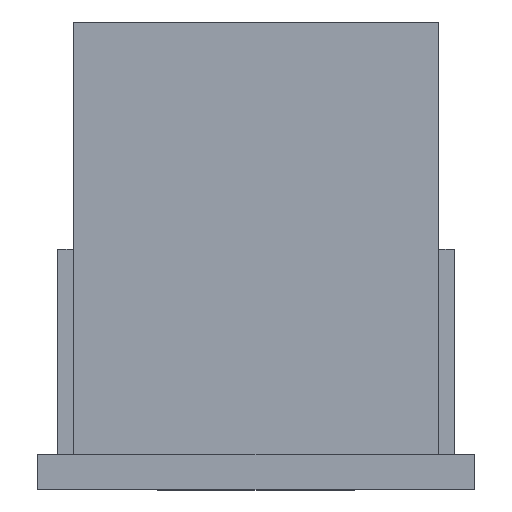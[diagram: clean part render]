
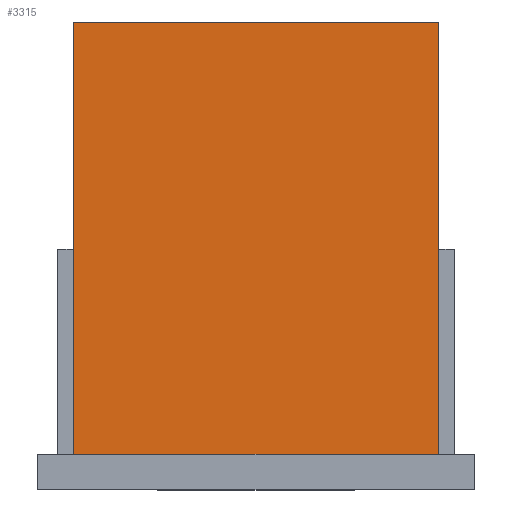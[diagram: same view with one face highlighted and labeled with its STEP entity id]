
A CAD part, front view. The second image highlights one B-rep face of the part: STEP entity #3315.
In plain terms, the highlighted planar face has unit normal (0, -1, 0).
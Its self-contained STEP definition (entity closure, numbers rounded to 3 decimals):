
#125 = CARTESIAN_POINT ( 'NONE',  ( -8.2, 0., 0. ) ) ;
#126 = DIRECTION ( 'NONE',  ( 0., 0., 1. ) ) ;
#127 = VECTOR ( 'NONE', #126, 1000. ) ;
#128 = CARTESIAN_POINT ( 'NONE',  ( -8.2, 0., 0. ) ) ;
#129 = LINE ( 'NONE', #128, #127 ) ;
#412 = CARTESIAN_POINT ( 'NONE',  ( -8.2, 0., -9.7 ) ) ;
#413 = DIRECTION ( 'NONE',  ( -1., 0., 0. ) ) ;
#414 = VECTOR ( 'NONE', #413, 1000. ) ;
#415 = CARTESIAN_POINT ( 'NONE',  ( -8.2, 0., -9.7 ) ) ;
#416 = LINE ( 'NONE', #415, #414 ) ;
#2047 = DIRECTION ( 'NONE',  ( 0., -1., 0. ) ) ;
#2133 = DIRECTION ( 'NONE',  ( 0., 0., -1. ) ) ;
#2134 = VECTOR ( 'NONE', #2133, 1000. ) ;
#2135 = CARTESIAN_POINT ( 'NONE',  ( 0., 0., 0. ) ) ;
#2136 = LINE ( 'NONE', #2135, #2134 ) ;
#2137 = CARTESIAN_POINT ( 'NONE',  ( 0., 0., 0. ) ) ;
#2204 = CARTESIAN_POINT ( 'NONE',  ( 0., 0., -9.7 ) ) ;
#2284 = DIRECTION ( 'NONE',  ( -1., 0., 0. ) ) ;
#2506 = CARTESIAN_POINT ( 'NONE',  ( -8.2, 0., 0. ) ) ;
#2507 = AXIS2_PLACEMENT_3D ( 'NONE', #2506, #2047, #2284 ) ;
#2508 = PLANE ( 'NONE',  #2507 ) ;
#2523 = FACE_OUTER_BOUND ( 'NONE', #3316, .T. ) ;
#2554 = DIRECTION ( 'NONE',  ( 1., 0., 0. ) ) ;
#2555 = VECTOR ( 'NONE', #2554, 1000. ) ;
#2556 = CARTESIAN_POINT ( 'NONE',  ( -8.2, 0., 0. ) ) ;
#2557 = LINE ( 'NONE', #2556, #2555 ) ;
#3091 = VERTEX_POINT ( 'NONE', #2204 ) ;
#3118 = VERTEX_POINT ( 'NONE', #2137 ) ;
#3120 = EDGE_CURVE ( 'NONE', #3118, #3091, #2136, .T. ) ;
#3262 = ORIENTED_EDGE ( 'NONE', *, *, #3332, .F. ) ;
#3263 = ORIENTED_EDGE ( 'NONE', *, *, #3120, .F. ) ;
#3264 = ORIENTED_EDGE ( 'NONE', *, *, #3272, .F. ) ;
#3272 = EDGE_CURVE ( 'NONE', #3464, #3118, #2557, .T. ) ;
#3315 = ADVANCED_FACE ( 'NONE', ( #2523 ), #2508, .T. ) ;
#3316 = EDGE_LOOP ( 'NONE', ( #3317, #3262, #3263, #3264 ) ) ;
#3317 = ORIENTED_EDGE ( 'NONE', *, *, #3463, .F. ) ;
#3332 = EDGE_CURVE ( 'NONE', #3091, #3333, #416, .T. ) ;
#3333 = VERTEX_POINT ( 'NONE', #412 ) ;
#3463 = EDGE_CURVE ( 'NONE', #3333, #3464, #129, .T. ) ;
#3464 = VERTEX_POINT ( 'NONE', #125 ) ;
